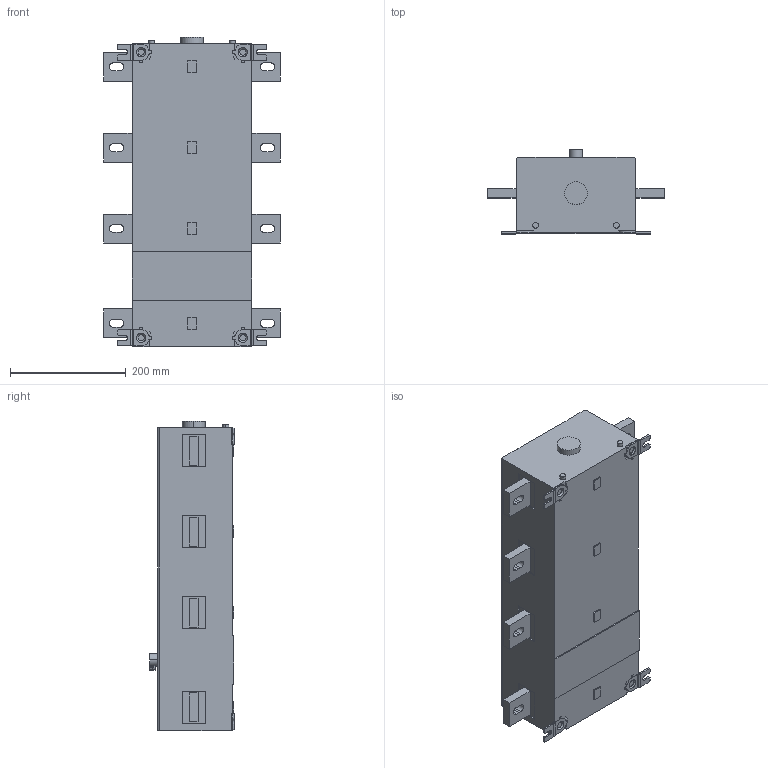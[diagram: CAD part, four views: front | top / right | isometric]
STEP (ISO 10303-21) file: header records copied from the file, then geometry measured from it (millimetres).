
FILE_DESCRIPTION((''),'2;1');
FILE_NAME('OT1000-1250E13W4_IGS','2018-08-22T',('FIALBJO'),(''),'CREO PARAMETRIC BY PTC INC, 2017480','CREO PARAMETRIC BY PTC INC, 2017480','');
FILE_SCHEMA(('AUTOMOTIVE_DESIGN { 1 0 10303 214 1 1 1 1 }'));
Length unit declared in the file: millimetre
Products named in the file (1): OT1000-1250E13W4_IGS
Bounding box: 306 x 145.9 x 534.5 mm (x, y, z)
Volume: 14266312.7 mm3; surface area: 478565 mm2
Topology: 1 solids, 1 shells, 435 faces, 1206 edges, 806 vertices
Faces by surface type: plane 270, cylinder 157, cone 8
Entity records: 14344 total; most frequent: CARTESIAN_POINT 2482, DIRECTION 2428, ORIENTED_EDGE 2412, EDGE_CURVE 1206, VECTOR 846, LINE 846, VERTEX_POINT 806, AXIS2_PLACEMENT_3D 791
